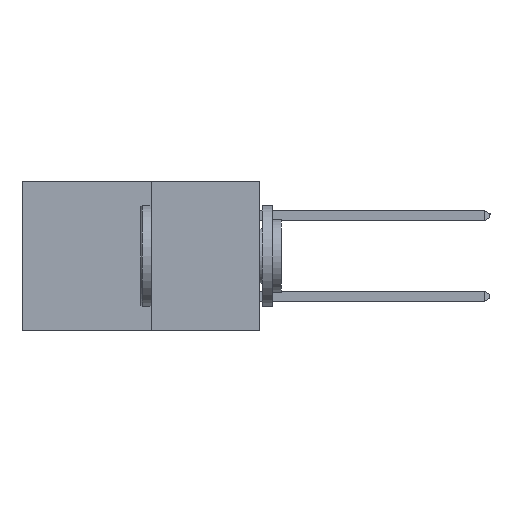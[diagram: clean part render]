
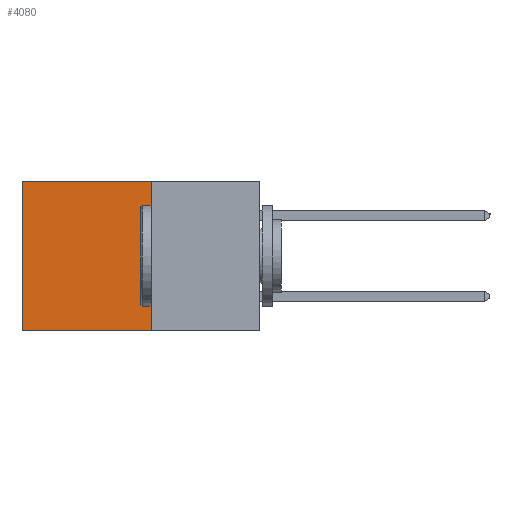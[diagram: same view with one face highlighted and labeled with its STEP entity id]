
A CAD part, left-side view. The second image highlights one B-rep face of the part: STEP entity #4080.
In plain terms, the highlighted planar face has unit normal (-1, 0, 0).
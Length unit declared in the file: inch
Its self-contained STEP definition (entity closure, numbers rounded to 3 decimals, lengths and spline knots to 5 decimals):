
#8 = EDGE_LOOP ( 'NONE', ( #8651, #3356, #1689, #7310 ) ) ;
#472 = CARTESIAN_POINT ( 'NONE',  ( 0.277, 0.59, -0.37 ) ) ;
#545 = CARTESIAN_POINT ( 'NONE',  ( 0.277, 0.27, -0.37 ) ) ;
#673 = FACE_OUTER_BOUND ( 'NONE', #8, .T. ) ;
#1170 = EDGE_CURVE ( 'NONE', #1204, #5451, #1404, .T. ) ;
#1190 = LINE ( 'NONE', #7976, #4753 ) ;
#1204 = VERTEX_POINT ( 'NONE', #9011 ) ;
#1404 = LINE ( 'NONE', #545, #8425 ) ;
#1528 = LINE ( 'NONE', #4666, #4078 ) ;
#1619 = CARTESIAN_POINT ( 'NONE',  ( 0.277, 0.59, 0. ) ) ;
#1689 = ORIENTED_EDGE ( 'NONE', *, *, #7947, .F. ) ;
#2163 = CARTESIAN_POINT ( 'NONE',  ( 0.277, 0.27, -0.37 ) ) ;
#2190 = DIRECTION ( 'NONE',  ( 0., 0., -1. ) ) ;
#2694 = CARTESIAN_POINT ( 'NONE',  ( 0.277, 0.27, 0. ) ) ;
#2966 = VECTOR ( 'NONE', #2190, 39.37008 ) ;
#3183 = LINE ( 'NONE', #2163, #2966 ) ;
#3326 = VERTEX_POINT ( 'NONE', #2694 ) ;
#3356 = ORIENTED_EDGE ( 'NONE', *, *, #1170, .F. ) ;
#3514 = AXIS2_PLACEMENT_3D ( 'NONE', #5406, #5400, #5397 ) ;
#3927 = DIRECTION ( 'NONE',  ( 0., 1., 0. ) ) ;
#4078 = VECTOR ( 'NONE', #4657, 39.37008 ) ;
#4080 = ADVANCED_FACE ( 'NONE', ( #673 ), #8821, .F. ) ;
#4657 = DIRECTION ( 'NONE',  ( 0., 0., -1. ) ) ;
#4666 = CARTESIAN_POINT ( 'NONE',  ( 0.277, 0.59, -0.37 ) ) ;
#4753 = VECTOR ( 'NONE', #7877, 39.37008 ) ;
#5397 = DIRECTION ( 'NONE',  ( 0., 0., -1. ) ) ;
#5400 = DIRECTION ( 'NONE',  ( 1., 0., 0. ) ) ;
#5406 = CARTESIAN_POINT ( 'NONE',  ( 0.277, 0.27, -0.37 ) ) ;
#5451 = VERTEX_POINT ( 'NONE', #472 ) ;
#5556 = VERTEX_POINT ( 'NONE', #1619 ) ;
#6707 = EDGE_CURVE ( 'NONE', #3326, #5556, #1190, .T. ) ;
#7310 = ORIENTED_EDGE ( 'NONE', *, *, #6707, .T. ) ;
#7411 = EDGE_CURVE ( 'NONE', #5556, #5451, #1528, .T. ) ;
#7877 = DIRECTION ( 'NONE',  ( 0., 1., 0. ) ) ;
#7947 = EDGE_CURVE ( 'NONE', #3326, #1204, #3183, .T. ) ;
#7976 = CARTESIAN_POINT ( 'NONE',  ( 0.277, 0.27, 0. ) ) ;
#8425 = VECTOR ( 'NONE', #3927, 39.37008 ) ;
#8651 = ORIENTED_EDGE ( 'NONE', *, *, #7411, .T. ) ;
#8821 = PLANE ( 'NONE',  #3514 ) ;
#9011 = CARTESIAN_POINT ( 'NONE',  ( 0.277, 0.27, -0.37 ) ) ;
